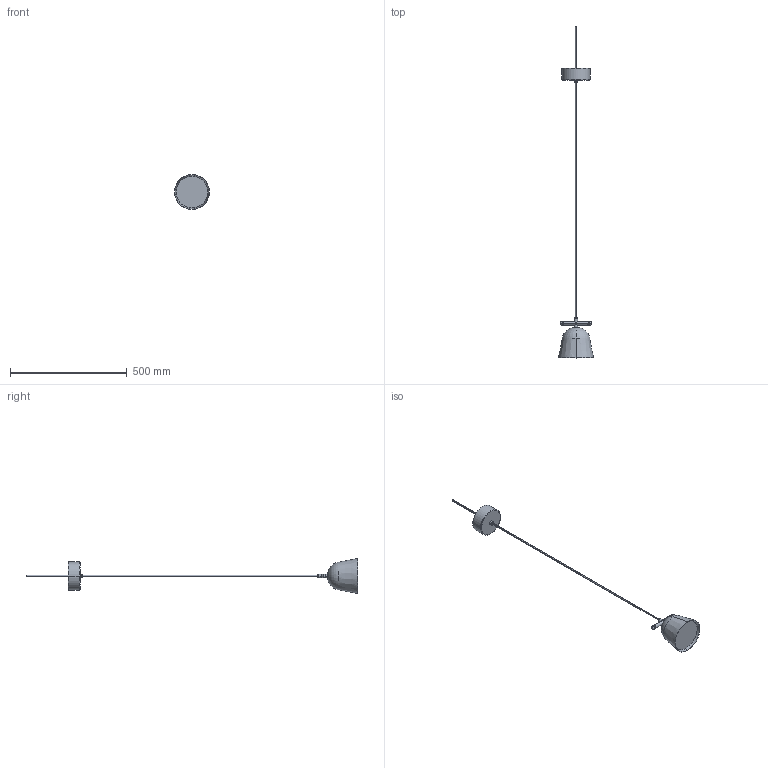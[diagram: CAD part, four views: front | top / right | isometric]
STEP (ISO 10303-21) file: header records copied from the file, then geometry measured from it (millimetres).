
FILE_DESCRIPTION (( 'STEP AP214' ), '1' );
FILE_NAME ('LIGHTO T GR.STEP', '2021-04-29T06:55:49', ( 'Josep Sancho' ), ( '' ), 'SwSTEP 2.0', 'SolidWorks 2013', '' );
FILE_SCHEMA (( 'AUTOMOTIVE_DESIGN' ));
Length unit declared in the file: millimetre
Products named in the file (23): TUBO HORIZONTAL 16; CONJUNTO FLORON LIGHTO T; CONJUNTO FUENTE DE LUZ LIGHTOREAD P-M DIAM.150; 013100200105 - PASACABLE POLIETILENO TRANSP. DIAM.11,5X14MM; 022106600000 - TUERCA PUENTE M10-12 100 17X20MM; 022603200102 - ARAND PLANA DIN9021 10 HIERRO ZINCADO; 022604600101 - ARAND DENTADA DIN6789A 10 ACERO PAVONADO; 054100400000 - TAPON EMBELLECEDOR DIAM.17X10MM M12; 026600500000 - ROSQUETA M10-100 25MM; 012600200005 - SUJETACABLE ELECTRICO 28,5X20X14 NYLON BLANCO; 067605300140 - DIFUSOR PMMA DIAM.135X3MM HIELO MATE 1 CARA; 026604300000 - ROSQUETA M12-100 20MM; 060705300000 - REPULSADO FE DIAM.150X130MM 1,2MM; 016700100000 - TOMATIERRA ARANDELA T.10,5MM; LIGHTO T GR; 022104600102 - TUERCA LAMPARERA M10X1 2,7MM ACERO ZINCADO; 026700100006 - DISCO EMBUTICIÓN DIAM.90X1MM PINT.NEGRO; 060702300000 - REPULSADO DIAM.120X50MM T.13,5MM; 017800400000 - MANGUERA TEXTIL 3X0,75 PVC+PVC (varios colores, recta 0,75M.); CONJUNTO TUBO GR; TAPON GR; 017701000000 - MANGUITO DIAM.14X14MM M10-100; 054102700000 - TAPON FINAL DIAM.16X18MM
Assembly tree (26 placements, depth 3):
  LIGHTO T GR
    CONJUNTO FUENTE DE LUZ LIGHTOREAD P-M DIAM.150
      060705300000 - REPULSADO FE DIAM.150X130MM 1,2MM
      067605300140 - DIFUSOR PMMA DIAM.135X3MM HIELO MATE 1 CARA
      026600500000 - ROSQUETA M10-100 25MM
      022604600101 - ARAND DENTADA DIN6789A 10 ACERO PAVONADO
      022603200102 - ARAND PLANA DIN9021 10 HIERRO ZINCADO
    CONJUNTO TUBO GR
      TUBO HORIZONTAL 16
      054102700000 - TAPON FINAL DIAM.16X18MM  x2
      017701000000 - MANGUITO DIAM.14X14MM M10-100
      TAPON GR
    017800400000 - MANGUERA TEXTIL 3X0,75 PVC+PVC (varios colores, recta 0,75M.)
    CONJUNTO FLORON LIGHTO T
      060702300000 - REPULSADO DIAM.120X50MM T.13,5MM
      026700100006 - DISCO EMBUTICIÓN DIAM.90X1MM PINT.NEGRO
      026600500000 - ROSQUETA M10-100 25MM
      022104600102 - TUERCA LAMPARERA M10X1 2,7MM ACERO ZINCADO  x2
      016700100000 - TOMATIERRA ARANDELA T.10,5MM
      026604300000 - ROSQUETA M12-100 20MM
      012600200005 - SUJETACABLE ELECTRICO 28,5X20X14 NYLON BLANCO
      054100400000 - TAPON EMBELLECEDOR DIAM.17X10MM M12
      022106600000 - TUERCA PUENTE M10-12 100 17X20MM
      013100200105 - PASACABLE POLIETILENO TRANSP. DIAM.11,5X14MM
      022604600101 - ARAND DENTADA DIN6789A 10 ACERO PAVONADO
Bounding box: 150 x 1420.77 x 150 mm (x, y, z)
Volume: 194065.1 mm3; surface area: 287065.1 mm2
Topology: 23 solids, 24 shells, 530 faces, 1381 edges, 897 vertices
Faces by surface type: plane 271, cylinder 193, cone 40, torus 20, sphere 6
Entity records: 13452 total; most frequent: CARTESIAN_POINT 2757, DIRECTION 2148, ORIENTED_EDGE 1948, EDGE_CURVE 974, AXIS2_PLACEMENT_3D 795, VERTEX_POINT 632, VECTOR 558, LINE 558
